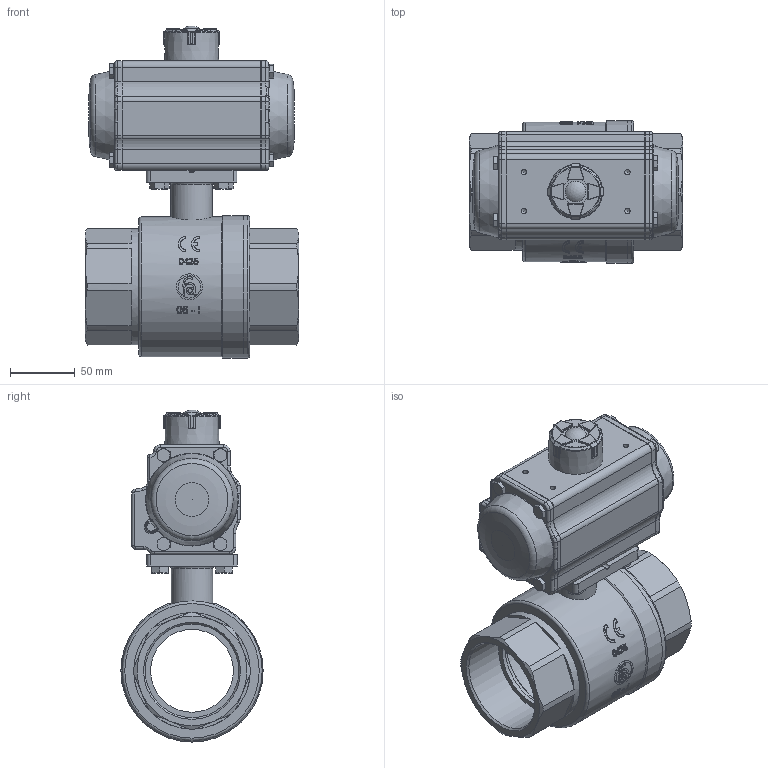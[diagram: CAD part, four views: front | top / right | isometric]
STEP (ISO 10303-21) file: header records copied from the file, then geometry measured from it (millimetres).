
FILE_DESCRIPTION(/* description */ ('Unknown'),/* implementation_level */ '2;1');
FILE_NAME(/* name */ 'DW03_FR02 0767-10',/* time_stamp */ '2022-10-17T12:33:15+02:00',/* author */ ('Unknown'),/* organization */ ('Unknown'),/* preprocessor_version */ 'ST-DEVELOPER v16.7',/* originating_system */ 'Solid Edge',/* authorisation */ 'Unknown');
FILE_SCHEMA (('AUTOMOTIVE_DESIGN {1 0 10303 214 3 1 1}'));
Length unit declared in the file: millimetre
Products named in the file (13): DW03_FR020767-10; 2.110.065_(767-10); LA0160#14065; AT0042#52; LA0161#065; DIN 933 M8x20 A2-70 BLK_EDST; DW03_FR02_(DW36_FR26); KP-63; hexagon head bolts--product grade c gb_GB_FASTENER_BOLT_HHBC M6X30-N; cup head nib bolts with large head gb_GB_FASTENER_BOLT_CHNBW M6X25-N; _____________; ________(___________; ______
Assembly tree (24 placements, depth 3):
  DW03_FR020767-10
    2.110.065_(767-10)
      LA0160#14065
      AT0042#52
      LA0161#065
    DIN 933 M8x20 A2-70 BLK_EDST  x4
    DW03_FR02_(DW36_FR26)
      KP-63
      hexagon head bolts--product grade c gb_GB_FASTENER_BOLT_HHBC M6X30-N  x8
      cup head nib bolts with large head gb_GB_FASTENER_BOLT_CHNBW M6X25-N
      _____________  x2
      ________(___________  x2
      ______
Bounding box: 165 x 110 x 256.61 mm (x, y, z)
Volume: 1290627.4 mm3; surface area: 234701.6 mm2
Topology: 22 solids, 23 shells, 1365 faces, 3207 edges, 1965 vertices
Faces by surface type: plane 530, cylinder 385, cone 170, bspline 160, torus 109, sphere 11
Full cylindrical faces by diameter (mm): 2.325 x2, 3 x16, 3.3 x8, 3.341 x1, 4.2 x8, 4.66 x1, 5 x13, 6 x9, 6.2 x1, 6.8 x4, 8 x4, 8.5 x4, 8.8 x2, 13 x4, 15.5 x2, 15.8 x1, 17.345 x1, 19.98 x3, 20 x2, 20.2 x1, 20.5 x1, 24 x1, 25 x1, 25.5 x1, 28 x1, 30 x1, 32 x1, 38.5 x1, 64 x2, 72.226 x2
Entity records: 37503 total; most frequent: CARTESIAN_POINT 12428, DIRECTION 4670, ORIENTED_EDGE 4408, EDGE_CURVE 2204, AXIS2_PLACEMENT_3D 1889, VERTEX_POINT 1483, FACE_BOUND 1333, EDGE_LOOP 1308
